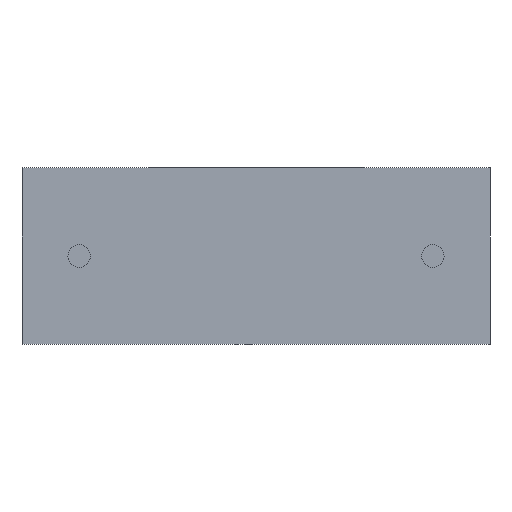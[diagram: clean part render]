
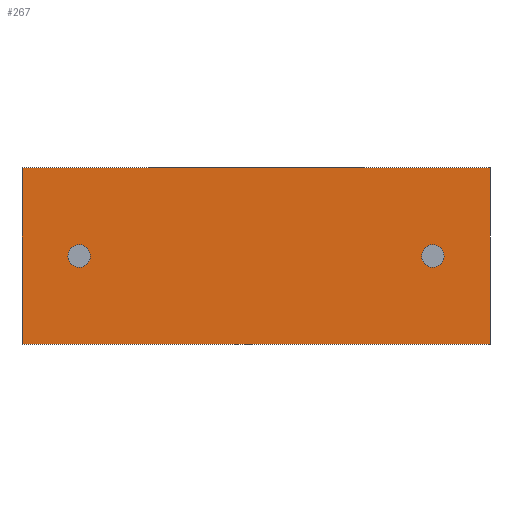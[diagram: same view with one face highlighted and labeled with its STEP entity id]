
A CAD part, front view. The second image highlights one B-rep face of the part: STEP entity #267.
In plain terms, the highlighted planar face has unit normal (0, -1, 0).
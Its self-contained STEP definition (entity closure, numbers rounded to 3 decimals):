
#12 = VECTOR ( 'NONE', #856, 1000. ) ;
#20 = DIRECTION ( 'NONE',  ( 0., 0., -1. ) ) ;
#29 = CARTESIAN_POINT ( 'NONE',  ( 0., 0., 0. ) ) ;
#56 = ORIENTED_EDGE ( 'NONE', *, *, #2279, .T. ) ;
#78 = CARTESIAN_POINT ( 'NONE',  ( 13.5, 0., 5.1 ) ) ;
#86 = CARTESIAN_POINT ( 'NONE',  ( 0., 0., 5.1 ) ) ;
#103 = DIRECTION ( 'NONE',  ( 0., 0., 1. ) ) ;
#124 = DIRECTION ( 'NONE',  ( 0., -1., 0. ) ) ;
#192 = CARTESIAN_POINT ( 'NONE',  ( 0., 0., 0. ) ) ;
#267 = ADVANCED_FACE ( 'NONE', ( #1559, #1039, #892 ), #1453, .F. ) ;
#299 = EDGE_CURVE ( 'NONE', #1741, #642, #1466, .T. ) ;
#342 = LINE ( 'NONE', #86, #2187 ) ;
#471 = EDGE_CURVE ( 'NONE', #899, #961, #535, .T. ) ;
#506 = EDGE_CURVE ( 'NONE', #738, #524, #1697, .T. ) ;
#509 = CARTESIAN_POINT ( 'NONE',  ( 1.65, 0., 2.55 ) ) ;
#524 = VERTEX_POINT ( 'NONE', #785 ) ;
#533 = DIRECTION ( 'NONE',  ( 0., -1., 0. ) ) ;
#535 = LINE ( 'NONE', #192, #2143 ) ;
#606 = EDGE_CURVE ( 'NONE', #524, #738, #1403, .T. ) ;
#618 = ORIENTED_EDGE ( 'NONE', *, *, #471, .T. ) ;
#642 = VERTEX_POINT ( 'NONE', #2217 ) ;
#738 = VERTEX_POINT ( 'NONE', #1066 ) ;
#778 = DIRECTION ( 'NONE',  ( 1., 0., 0. ) ) ;
#785 = CARTESIAN_POINT ( 'NONE',  ( 11.85, 0., 2.225 ) ) ;
#811 = DIRECTION ( 'NONE',  ( 0., 1., 0. ) ) ;
#856 = DIRECTION ( 'NONE',  ( 0., 0., -1. ) ) ;
#873 = CARTESIAN_POINT ( 'NONE',  ( 0., 0., 5.1 ) ) ;
#892 = FACE_BOUND ( 'NONE', #1369, .T. ) ;
#897 = CARTESIAN_POINT ( 'NONE',  ( 1.65, 0., 2.55 ) ) ;
#899 = VERTEX_POINT ( 'NONE', #29 ) ;
#933 = EDGE_LOOP ( 'NONE', ( #618, #2075, #1257, #56 ) ) ;
#961 = VERTEX_POINT ( 'NONE', #982 ) ;
#966 = EDGE_LOOP ( 'NONE', ( #1806, #1113 ) ) ;
#982 = CARTESIAN_POINT ( 'NONE',  ( 13.5, 0., 0. ) ) ;
#1039 = FACE_OUTER_BOUND ( 'NONE', #933, .T. ) ;
#1049 = EDGE_CURVE ( 'NONE', #2272, #961, #2337, .T. ) ;
#1052 = VECTOR ( 'NONE', #1810, 1000. ) ;
#1060 = CARTESIAN_POINT ( 'NONE',  ( 0., 0., 5.1 ) ) ;
#1066 = CARTESIAN_POINT ( 'NONE',  ( 11.85, 0., 2.875 ) ) ;
#1112 = EDGE_CURVE ( 'NONE', #642, #1741, #1251, .T. ) ;
#1113 = ORIENTED_EDGE ( 'NONE', *, *, #606, .T. ) ;
#1190 = CARTESIAN_POINT ( 'NONE',  ( 11.85, 0., 2.55 ) ) ;
#1207 = CARTESIAN_POINT ( 'NONE',  ( 11.85, 0., 2.55 ) ) ;
#1251 = CIRCLE ( 'NONE', #1533, 0.325 ) ;
#1257 = ORIENTED_EDGE ( 'NONE', *, *, #2338, .F. ) ;
#1363 = DIRECTION ( 'NONE',  ( 0., 0., 1. ) ) ;
#1369 = EDGE_LOOP ( 'NONE', ( #2320, #2144 ) ) ;
#1403 = CIRCLE ( 'NONE', #1861, 0.325 ) ;
#1453 = PLANE ( 'NONE',  #2102 ) ;
#1466 = CIRCLE ( 'NONE', #1896, 0.325 ) ;
#1533 = AXIS2_PLACEMENT_3D ( 'NONE', #509, #533, #1363 ) ;
#1559 = FACE_BOUND ( 'NONE', #966, .T. ) ;
#1683 = DIRECTION ( 'NONE',  ( 0., 0., 1. ) ) ;
#1697 = CIRCLE ( 'NONE', #2346, 0.325 ) ;
#1741 = VERTEX_POINT ( 'NONE', #2351 ) ;
#1806 = ORIENTED_EDGE ( 'NONE', *, *, #506, .T. ) ;
#1810 = DIRECTION ( 'NONE',  ( 1., 0., 0. ) ) ;
#1821 = CARTESIAN_POINT ( 'NONE',  ( 13.5, 0., 5.1 ) ) ;
#1822 = DIRECTION ( 'NONE',  ( 0., 0., -1. ) ) ;
#1844 = CARTESIAN_POINT ( 'NONE',  ( 0., 0., 5.1 ) ) ;
#1861 = AXIS2_PLACEMENT_3D ( 'NONE', #1190, #811, #20 ) ;
#1896 = AXIS2_PLACEMENT_3D ( 'NONE', #897, #124, #1683 ) ;
#2075 = ORIENTED_EDGE ( 'NONE', *, *, #1049, .F. ) ;
#2102 = AXIS2_PLACEMENT_3D ( 'NONE', #1060, #2390, #103 ) ;
#2132 = DIRECTION ( 'NONE',  ( 0., 0., -1. ) ) ;
#2143 = VECTOR ( 'NONE', #778, 1000. ) ;
#2144 = ORIENTED_EDGE ( 'NONE', *, *, #299, .F. ) ;
#2187 = VECTOR ( 'NONE', #1822, 1000. ) ;
#2217 = CARTESIAN_POINT ( 'NONE',  ( 1.65, 0., 2.875 ) ) ;
#2272 = VERTEX_POINT ( 'NONE', #78 ) ;
#2279 = EDGE_CURVE ( 'NONE', #2383, #899, #342, .T. ) ;
#2320 = ORIENTED_EDGE ( 'NONE', *, *, #1112, .F. ) ;
#2321 = DIRECTION ( 'NONE',  ( 0., 1., 0. ) ) ;
#2337 = LINE ( 'NONE', #1821, #12 ) ;
#2338 = EDGE_CURVE ( 'NONE', #2383, #2272, #2362, .T. ) ;
#2346 = AXIS2_PLACEMENT_3D ( 'NONE', #1207, #2321, #2132 ) ;
#2351 = CARTESIAN_POINT ( 'NONE',  ( 1.65, 0., 2.225 ) ) ;
#2362 = LINE ( 'NONE', #873, #1052 ) ;
#2383 = VERTEX_POINT ( 'NONE', #1844 ) ;
#2390 = DIRECTION ( 'NONE',  ( 0., 1., 0. ) ) ;
